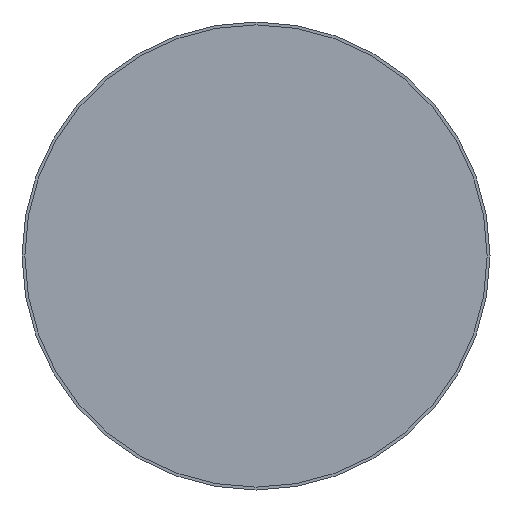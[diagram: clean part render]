
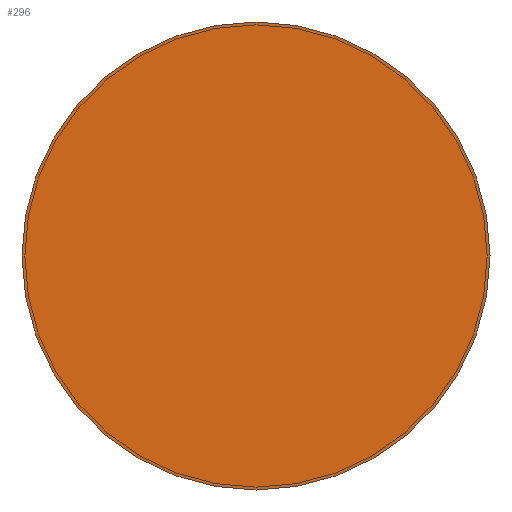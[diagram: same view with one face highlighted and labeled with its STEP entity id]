
A CAD part, left-side view. The second image highlights one B-rep face of the part: STEP entity #296.
In plain terms, the highlighted planar face has unit normal (-1, 0, 0).
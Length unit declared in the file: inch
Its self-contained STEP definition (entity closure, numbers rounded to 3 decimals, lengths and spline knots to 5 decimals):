
#55 = AXIS2_PLACEMENT_3D ( 'NONE', #732, #545, #488 ) ;
#60 = DIRECTION ( 'NONE',  ( 1., 0., 0. ) ) ;
#119 = CARTESIAN_POINT ( 'NONE',  ( 0., 0., -0.03675 ) ) ;
#168 = CIRCLE ( 'NONE', #579, 0.03675 ) ;
#178 = CARTESIAN_POINT ( 'NONE',  ( 0., 0., 0. ) ) ;
#181 = DIRECTION ( 'NONE',  ( 0., 0., -1. ) ) ;
#279 = ORIENTED_EDGE ( 'NONE', *, *, #555, .F. ) ;
#296 = ADVANCED_FACE ( 'NONE', ( #670 ), #541, .F. ) ;
#488 = DIRECTION ( 'NONE',  ( 0., 0., -1. ) ) ;
#493 = EDGE_LOOP ( 'NONE', ( #279 ) ) ;
#541 = PLANE ( 'NONE',  #55 ) ;
#545 = DIRECTION ( 'NONE',  ( 1., 0., 0. ) ) ;
#555 = EDGE_CURVE ( 'NONE', #581, #581, #168, .T. ) ;
#579 = AXIS2_PLACEMENT_3D ( 'NONE', #178, #60, #181 ) ;
#581 = VERTEX_POINT ( 'NONE', #119 ) ;
#670 = FACE_OUTER_BOUND ( 'NONE', #493, .T. ) ;
#732 = CARTESIAN_POINT ( 'NONE',  ( 0., -0.03675, 0. ) ) ;
